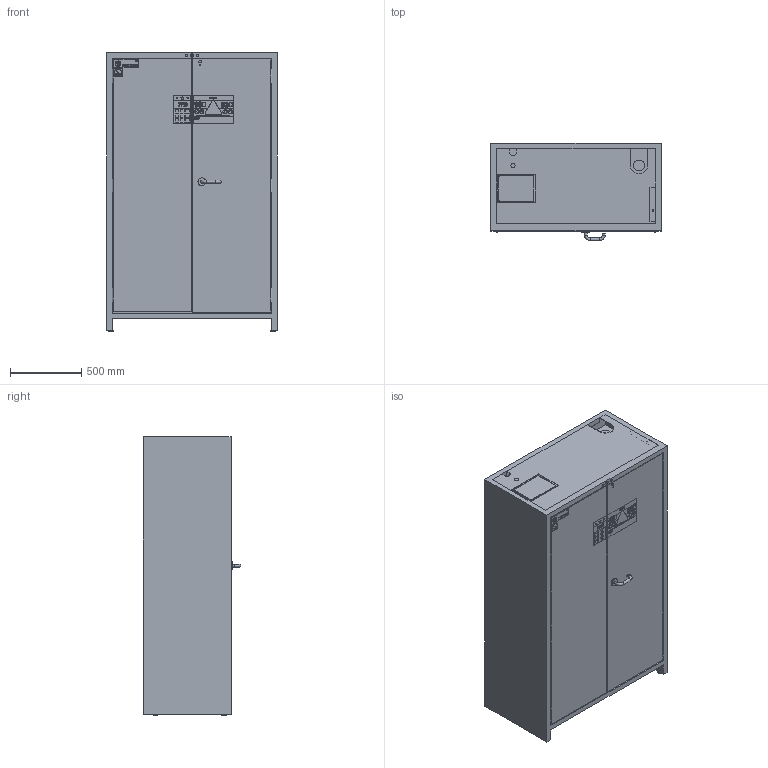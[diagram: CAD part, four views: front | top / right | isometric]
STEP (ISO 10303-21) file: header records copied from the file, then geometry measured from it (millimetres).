
FILE_DESCRIPTION(/* description */ (''),/* implementation_level */ '2;1');
FILE_NAME(/* name */ 'IO90.195.120.PS.WDC_41429-047-41389 6er_CD.stp',/* time_stamp */ '2023-10-11T16:02:40+02:00',/* author */ ('mirudolph'),/* organization */ ('asecos® GmbH'),/* preprocessor_version */ 'ST-DEVELOPER v17.2',/* originating_system */ 'Autodesk Inventor 2019',/* authorisation */ '');
FILE_SCHEMA (('AUTOMOTIVE_DESIGN { 1 0 10303 214 3 1 1 }'));
Products named in the file (1): IO90.195.120.PS.WDC_41429-047-41389 6er_CD
Bounding box: 1193.76 x 682.58 x 1954.09 mm (x, y, z)
Volume: 424318301.5 mm3; surface area: 25469854.9 mm2
Topology: 12 solids, 13 shells, 2138 faces, 5817 edges, 3845 vertices
Faces by surface type: plane 1443, cylinder 451, bspline 226, torus 15, cone 3
Full cylindrical faces by diameter (mm): 4.134 x2, 5 x4, 5.1 x5, 6 x2, 6.742 x1, 7 x6, 8 x3, 8.1 x4, 9.5 x1, 10 x1, 13 x2, 13.656 x1, 14 x1, 15 x2, 16 x2, 20 x5, 22 x1, 24 x1, 29 x1, 30 x2, 31 x2, 31.8 x4, 33.8 x1, 35 x1, 37.8 x1, 42 x1, 52 x1, 55 x2, 75 x2, 84 x2
Entity records: 71685 total; most frequent: CARTESIAN_POINT 15056, ORIENTED_EDGE 11646, DIRECTION 10182, EDGE_CURVE 5823, LINE 4390, VECTOR 4390, VERTEX_POINT 3851, AXIS2_PLACEMENT_3D 2896
